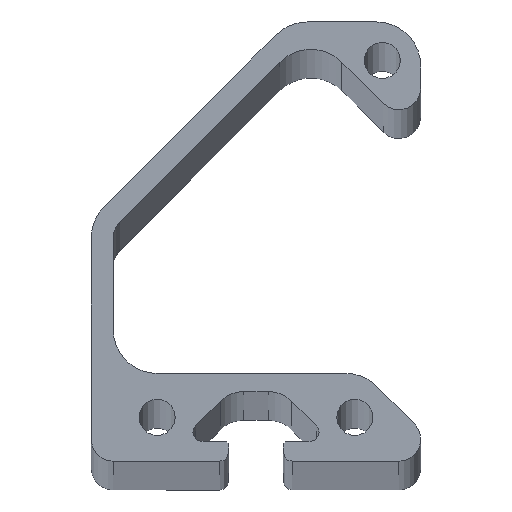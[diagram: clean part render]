
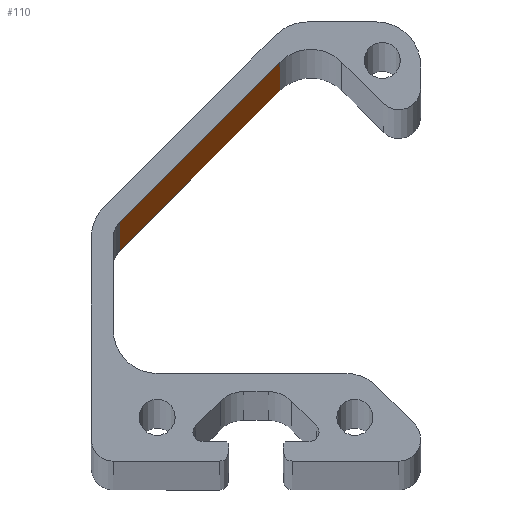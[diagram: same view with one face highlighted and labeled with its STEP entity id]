
A CAD part, top view. The second image highlights one B-rep face of the part: STEP entity #110.
In plain terms, the highlighted planar face has unit normal (0.707, -0.707, 0).
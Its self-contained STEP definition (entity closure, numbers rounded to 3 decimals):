
#110=ADVANCED_FACE('NONE',(#247),#248,.F.);
#247=FACE_OUTER_BOUND('',#402,.T.);
#248=PLANE('',#403);
#402=EDGE_LOOP('',(#722,#723,#724,#725));
#403=AXIS2_PLACEMENT_3D('',#726,#727,#728);
#722=ORIENTED_EDGE('',*,*,#1042,.T.);
#723=ORIENTED_EDGE('',*,*,#1079,.F.);
#724=ORIENTED_EDGE('',*,*,#988,.F.);
#725=ORIENTED_EDGE('',*,*,#1077,.T.);
#726=CARTESIAN_POINT('',(-30.243,21.757,1500.0));
#727=DIRECTION('',(-0.707,0.707,0.0));
#728=DIRECTION('',(0.0,0.0,1.0));
#988=EDGE_CURVE('NONE',#1204,#1206,#1207,.T.);
#1042=EDGE_CURVE('NONE',#1306,#1304,#1307,.T.);
#1077=EDGE_CURVE('NONE',#1204,#1306,#1350,.T.);
#1079=EDGE_CURVE('NONE',#1206,#1304,#1352,.T.);
#1204=VERTEX_POINT('NONE',#1494);
#1206=VERTEX_POINT('NONE',#1496);
#1207=LINE('',#1497,#1498);
#1304=VERTEX_POINT('NONE',#1619);
#1306=VERTEX_POINT('NONE',#1621);
#1307=LINE('',#1622,#1623);
#1350=LINE('',#1681,#1682);
#1352=LINE('',#1684,#1685);
#1494=CARTESIAN_POINT('',(-30.243,21.757,1500.0));
#1496=CARTESIAN_POINT('',(-15.657,36.343,1500.0));
#1497=CARTESIAN_POINT('',(-30.243,21.757,1500.0));
#1498=VECTOR('',#1827,1000.0);
#1619=CARTESIAN_POINT('',(-15.657,36.343,0.0));
#1621=CARTESIAN_POINT('',(-30.243,21.757,0.0));
#1622=CARTESIAN_POINT('',(-30.243,21.757,0.0));
#1623=VECTOR('',#1936,1000.0);
#1681=CARTESIAN_POINT('',(-30.243,21.757,1500.0));
#1682=VECTOR('',#1976,1000.0);
#1684=CARTESIAN_POINT('',(-15.657,36.343,1500.0));
#1685=VECTOR('',#1977,1000.0);
#1827=DIRECTION('',(0.707,0.707,0.0));
#1936=DIRECTION('',(0.707,0.707,0.0));
#1976=DIRECTION('',(-0.0,-0.0,-1.0));
#1977=DIRECTION('',(-0.0,-0.0,-1.0));
